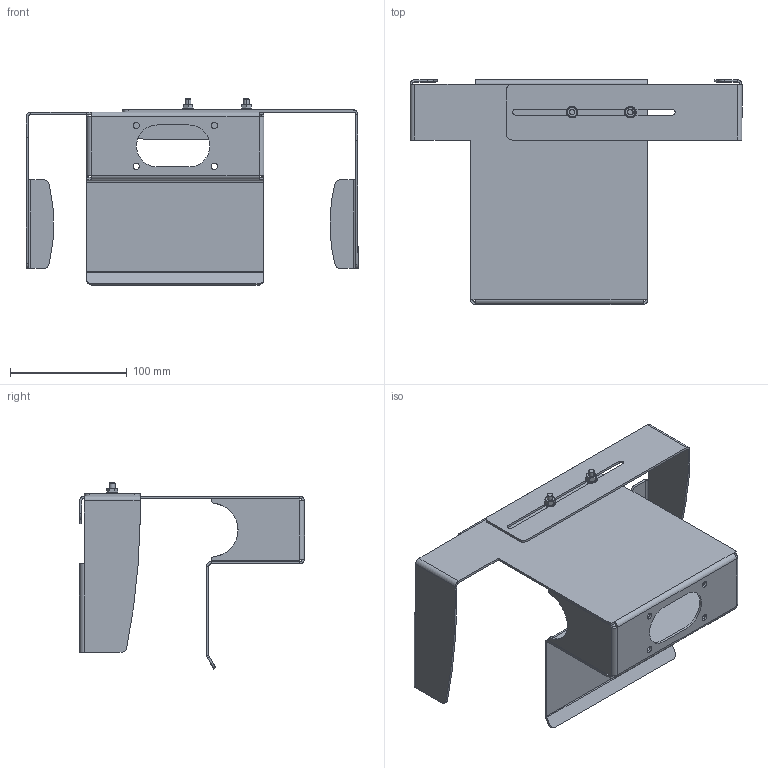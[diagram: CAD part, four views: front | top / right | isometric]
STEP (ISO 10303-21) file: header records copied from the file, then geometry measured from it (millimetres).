
FILE_DESCRIPTION (( 'STEP AP214' ), '1' );
FILE_NAME ('27030090.STEP', '2015-02-25T14:34:15', ( '' ), ( '' ), 'SwSTEP 2.0', 'SolidWorks 2014', '' );
FILE_SCHEMA (( 'AUTOMOTIVE_DESIGN' ));
Length unit declared in the file: millimetre
Products named in the file (7): 95987; 95661-Einpressbolzen ; 27030090; 95662; 93508_Genaue Darstellung; 83257
Assembly tree (9 placements, depth 3):
  27030090
    95987
      95987
      95661-Einpressbolzen   x2
    95662
    83257  x2
    93508_Genaue Darstellung  x2
Bounding box: 284.77 x 193 x 159.76 mm (x, y, z)
Volume: 194608.4 mm3; surface area: 201538.6 mm2
Topology: 8 solids, 8 shells, 236 faces, 538 edges, 320 vertices
Faces by surface type: plane 116, cylinder 84, cone 36
Entity records: 5902 total; most frequent: CARTESIAN_POINT 1036, DIRECTION 1012, ORIENTED_EDGE 908, EDGE_CURVE 454, AXIS2_PLACEMENT_3D 374, VERTEX_POINT 270, LINE 264, VECTOR 264
